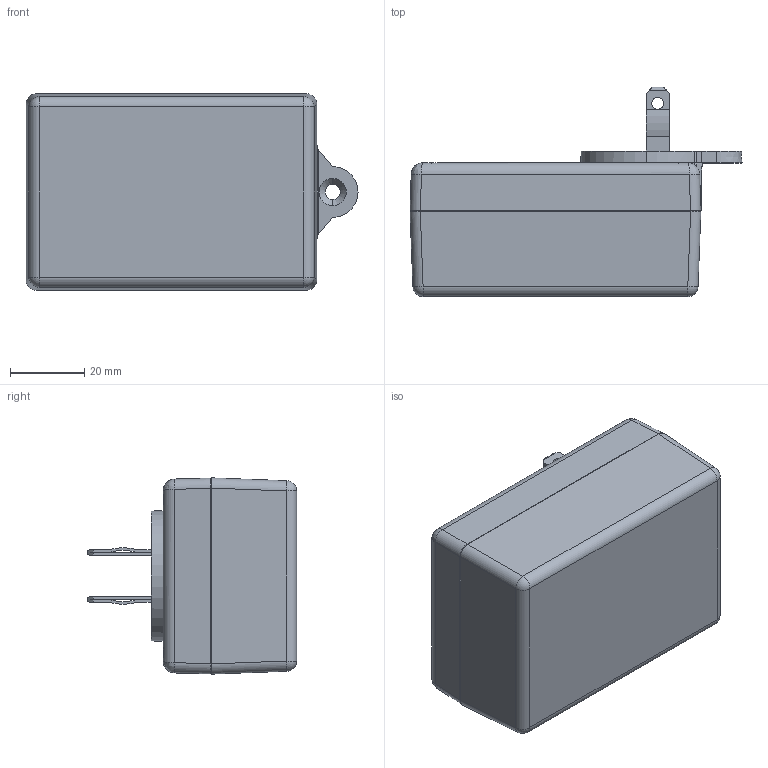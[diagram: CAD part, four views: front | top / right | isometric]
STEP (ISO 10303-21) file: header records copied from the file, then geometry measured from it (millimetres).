
FILE_DESCRIPTION (( 'STEP AP214' ), '1' );
FILE_NAME ('PM2314T02XWT.STEP', '2010-07-15T14:09:19', ( '' ), ( '' ), 'SwSTEP 2.0', 'SolidWorks 2010', '' );
FILE_SCHEMA (( 'AUTOMOTIVE_DESIGN' ));
Length unit declared in the file: inch
Products named in the file (7): TS-2309B_TS-2309BP; B2305 ASS''Y_B23052XWT; MPB2305_MPB23052WT; BLADES; WELD DISC-PS-BK; SCREWS-HL1-BR; PM2314T02XWT
Assembly tree (10 placements, depth 3):
  PM2314T02XWT
    SCREWS-HL1-BR  x4
    B2305 ASS''Y_B23052XWT
      MPB2305_MPB23052WT
      BLADES  x2
      WELD DISC-PS-BK
    TS-2309B_TS-2309BP
Bounding box: 89.59 x 56.46 x 52.96 mm (x, y, z)
Volume: 38898.5 mm3; surface area: 41689.3 mm2
Topology: 9 solids, 9 shells, 860 faces, 2366 edges, 1534 vertices
Faces by surface type: cylinder 470, plane 240, cone 106, bspline 32, sphere 12
Entity records: 17167 total; most frequent: CARTESIAN_POINT 5903, ORIENTED_EDGE 2454, DIRECTION 2171, EDGE_CURVE 1227, VERTEX_POINT 784, AXIS2_PLACEMENT_3D 783, LINE 605, VECTOR 605
